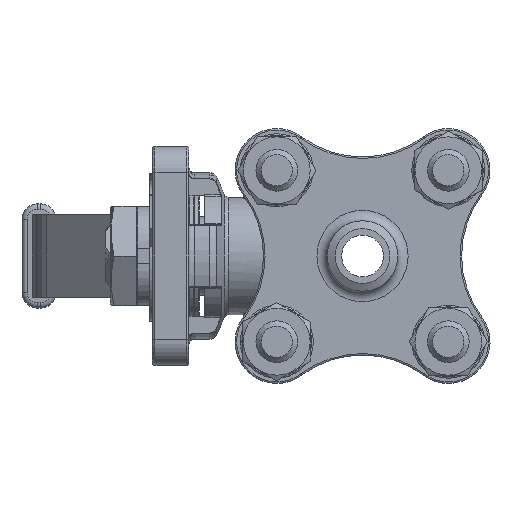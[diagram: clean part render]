
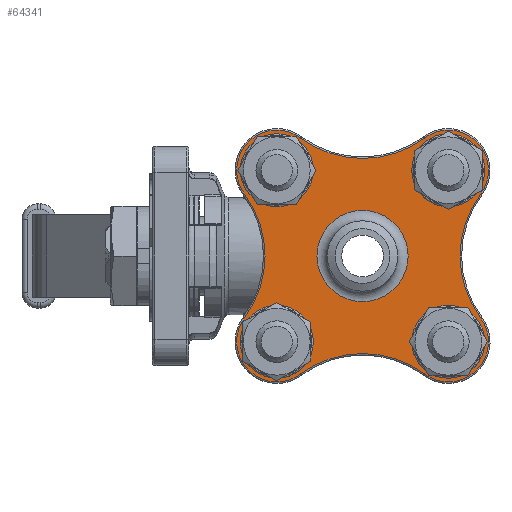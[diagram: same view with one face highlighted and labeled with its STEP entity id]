
A CAD part, left-side view. The second image highlights one B-rep face of the part: STEP entity #64341.
In plain terms, the highlighted planar face has unit normal (-1, 0, 0).
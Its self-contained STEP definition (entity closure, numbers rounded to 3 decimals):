
#3039 = CARTESIAN_POINT ( 'NONE',  ( -19.5, -16.44, 16.44 ) ) ;
#3040 = DIRECTION ( 'NONE',  ( -1., 0., 0. ) ) ;
#3041 = DIRECTION ( 'NONE',  ( 0., 0., 1. ) ) ;
#3168 = DIRECTION ( 'NONE',  ( -1., 0., 0. ) ) ;
#3169 = DIRECTION ( 'NONE',  ( 0., 1., 0. ) ) ;
#3170 = CARTESIAN_POINT ( 'NONE',  ( -19.5, 16.44, 16.44 ) ) ;
#3171 = DIRECTION ( 'NONE',  ( -1., 0., 0. ) ) ;
#3172 = DIRECTION ( 'NONE',  ( 0., -1., 0. ) ) ;
#3507 = CARTESIAN_POINT ( 'NONE',  ( -19.5, -16.44, 16.44 ) ) ;
#3508 = DIRECTION ( 'NONE',  ( -1., 0., 0. ) ) ;
#3509 = DIRECTION ( 'NONE',  ( 0., 0., -1. ) ) ;
#6682 = VERTEX_POINT ( 'NONE', #24367 ) ;
#6707 = VERTEX_POINT ( 'NONE', #29681 ) ;
#6712 = VERTEX_POINT ( 'NONE', #29508 ) ;
#6795 = VERTEX_POINT ( 'NONE', #30924 ) ;
#6799 = VERTEX_POINT ( 'NONE', #30838 ) ;
#6817 = VERTEX_POINT ( 'NONE', #25528 ) ;
#6820 = VERTEX_POINT ( 'NONE', #54796 ) ;
#6848 = VERTEX_POINT ( 'NONE', #20183 ) ;
#8666 = CARTESIAN_POINT ( 'NONE',  ( -19.5, 16.44, -16.44 ) ) ;
#8667 = DIRECTION ( 'NONE',  ( -1., 0., 0. ) ) ;
#8668 = DIRECTION ( 'NONE',  ( 0., 0., 1. ) ) ;
#8670 = CARTESIAN_POINT ( 'NONE',  ( -19.5, 38.561, 0. ) ) ;
#8671 = DIRECTION ( 'NONE',  ( 1., 0., 0. ) ) ;
#8672 = DIRECTION ( 'NONE',  ( 0., 0., 1. ) ) ;
#9091 = ORIENTED_EDGE ( 'NONE', *, *, #41715, .F. ) ;
#9287 = ORIENTED_EDGE ( 'NONE', *, *, #31200, .T. ) ;
#9301 = ORIENTED_EDGE ( 'NONE', *, *, #41641, .T. ) ;
#9558 = ORIENTED_EDGE ( 'NONE', *, *, #41642, .F. ) ;
#9671 = ORIENTED_EDGE ( 'NONE', *, *, #41643, .F. ) ;
#9718 = ORIENTED_EDGE ( 'NONE', *, *, #31199, .T. ) ;
#9841 = ORIENTED_EDGE ( 'NONE', *, *, #41714, .T. ) ;
#9967 = ORIENTED_EDGE ( 'NONE', *, *, #41617, .T. ) ;
#10067 = ORIENTED_EDGE ( 'NONE', *, *, #41716, .F. ) ;
#12873 = PLANE ( 'NONE',  #61035 ) ;
#12874 = CARTESIAN_POINT ( 'NONE',  ( -19.5, 0., 0. ) ) ;
#12875 = DIRECTION ( 'NONE',  ( -1., 0., 0. ) ) ;
#12876 = DIRECTION ( 'NONE',  ( 0., 0., -1. ) ) ;
#13146 = AXIS2_PLACEMENT_3D ( 'NONE', #17130, #17132, #17134 ) ;
#13297 = AXIS2_PLACEMENT_3D ( 'NONE', #17139, #17141, #17143 ) ;
#13433 = AXIS2_PLACEMENT_3D ( 'NONE', #17171, #17172, #17173 ) ;
#13879 = FACE_BOUND ( 'NONE', #50271, .T. ) ;
#13880 = FACE_BOUND ( 'NONE', #50278, .T. ) ;
#13881 = FACE_OUTER_BOUND ( 'NONE', #50281, .T. ) ;
#13882 = FACE_BOUND ( 'NONE', #50287, .T. ) ;
#13883 = FACE_BOUND ( 'NONE', #50289, .T. ) ;
#13884 = FACE_BOUND ( 'NONE', #50292, .T. ) ;
#14251 = CIRCLE ( 'NONE', #38251, 19.861 ) ;
#15169 = CIRCLE ( 'NONE', #38528, 7.7 ) ;
#15314 = CIRCLE ( 'NONE', #13433, 7.7 ) ;
#17130 = CARTESIAN_POINT ( 'NONE',  ( -19.5, 0., -38.561 ) ) ;
#17132 = DIRECTION ( 'NONE',  ( 1., 0., 0. ) ) ;
#17134 = DIRECTION ( 'NONE',  ( 0., 0., 1. ) ) ;
#17139 = CARTESIAN_POINT ( 'NONE',  ( -19.5, -38.561, 0. ) ) ;
#17141 = DIRECTION ( 'NONE',  ( 1., 0., 0. ) ) ;
#17143 = DIRECTION ( 'NONE',  ( 0., 0., 1. ) ) ;
#17171 = CARTESIAN_POINT ( 'NONE',  ( -19.5, -16.44, -16.44 ) ) ;
#17172 = DIRECTION ( 'NONE',  ( -1., 0., 0. ) ) ;
#17173 = DIRECTION ( 'NONE',  ( 0., 0., 1. ) ) ;
#20183 = CARTESIAN_POINT ( 'NONE',  ( -19.5, -11.847, -22.62 ) ) ;
#20233 = AXIS2_PLACEMENT_3D ( 'NONE', #3039, #3040, #3041 ) ;
#20646 = AXIS2_PLACEMENT_3D ( 'NONE', #3507, #3508, #3509 ) ;
#20656 = AXIS2_PLACEMENT_3D ( 'NONE', #36052, #36040, #36039 ) ;
#20672 = AXIS2_PLACEMENT_3D ( 'NONE', #36187, #36156, #36100 ) ;
#20693 = AXIS2_PLACEMENT_3D ( 'NONE', #36213, #36212, #36199 ) ;
#21886 = CIRCLE ( 'NONE', #20233, 7.7 ) ;
#22136 = CIRCLE ( 'NONE', #20693, 7.7 ) ;
#22144 = CIRCLE ( 'NONE', #20656, 7. ) ;
#22172 = CIRCLE ( 'NONE', #20672, 19.861 ) ;
#22709 = CIRCLE ( 'NONE', #13146, 19.861 ) ;
#22905 = CIRCLE ( 'NONE', #13297, 19.861 ) ;
#23293 = CIRCLE ( 'NONE', #20646, 7. ) ;
#24367 = CARTESIAN_POINT ( 'NONE',  ( -19.5, 11.847, 22.62 ) ) ;
#25528 = CARTESIAN_POINT ( 'NONE',  ( -19.5, -22.62, -11.847 ) ) ;
#28783 = CARTESIAN_POINT ( 'NONE',  ( -19.5, -16.44, -16.44 ) ) ;
#28895 = DIRECTION ( 'NONE',  ( 0., 0., 1. ) ) ;
#28916 = DIRECTION ( 'NONE',  ( 1., 0., 0. ) ) ;
#28918 = CARTESIAN_POINT ( 'NONE',  ( -19.5, 0., 0. ) ) ;
#29508 = CARTESIAN_POINT ( 'NONE',  ( -19.5, 11.847, -22.62 ) ) ;
#29681 = CARTESIAN_POINT ( 'NONE',  ( -19.5, -11.847, 22.62 ) ) ;
#29772 = CIRCLE ( 'NONE', #57940, 7. ) ;
#29779 = CIRCLE ( 'NONE', #57936, 7. ) ;
#29785 = CIRCLE ( 'NONE', #57930, 8.75 ) ;
#30357 = VERTEX_POINT ( 'NONE', #32603 ) ;
#30358 = VERTEX_POINT ( 'NONE', #32609 ) ;
#30359 = VERTEX_POINT ( 'NONE', #32617 ) ;
#30361 = VERTEX_POINT ( 'NONE', #32628 ) ;
#30362 = VERTEX_POINT ( 'NONE', #32634 ) ;
#30838 = CARTESIAN_POINT ( 'NONE',  ( -19.5, -22.62, 11.847 ) ) ;
#30924 = CARTESIAN_POINT ( 'NONE',  ( -19.5, 22.62, 11.847 ) ) ;
#31075 = EDGE_CURVE ( 'NONE', #6820, #6712, #15169, .T. ) ;
#31076 = EDGE_CURVE ( 'NONE', #6795, #6820, #14251, .T. ) ;
#31199 = EDGE_CURVE ( 'NONE', #6712, #6848, #22709, .T. ) ;
#31200 = EDGE_CURVE ( 'NONE', #6817, #6799, #22905, .T. ) ;
#31202 = EDGE_CURVE ( 'NONE', #6848, #6817, #15314, .T. ) ;
#32603 = CARTESIAN_POINT ( 'NONE',  ( -19.5, 0., 8.75 ) ) ;
#32609 = CARTESIAN_POINT ( 'NONE',  ( -19.5, -9.44, -16.44 ) ) ;
#32617 = CARTESIAN_POINT ( 'NONE',  ( -19.5, 9.44, 16.44 ) ) ;
#32628 = CARTESIAN_POINT ( 'NONE',  ( -19.5, 16.44, -9.44 ) ) ;
#32634 = CARTESIAN_POINT ( 'NONE',  ( -19.5, -16.44, 9.44 ) ) ;
#36039 = DIRECTION ( 'NONE',  ( 0., 0., 1. ) ) ;
#36040 = DIRECTION ( 'NONE',  ( -1., 0., 0. ) ) ;
#36052 = CARTESIAN_POINT ( 'NONE',  ( -19.5, 16.44, -16.44 ) ) ;
#36100 = DIRECTION ( 'NONE',  ( 0., 0., 1. ) ) ;
#36156 = DIRECTION ( 'NONE',  ( 1., 0., 0. ) ) ;
#36187 = CARTESIAN_POINT ( 'NONE',  ( -19.5, 0., 38.561 ) ) ;
#36199 = DIRECTION ( 'NONE',  ( 0., 0., 1. ) ) ;
#36212 = DIRECTION ( 'NONE',  ( -1., 0., 0. ) ) ;
#36213 = CARTESIAN_POINT ( 'NONE',  ( -19.5, 16.44, 16.44 ) ) ;
#36466 = ORIENTED_EDGE ( 'NONE', *, *, #31076, .T. ) ;
#36509 = ORIENTED_EDGE ( 'NONE', *, *, #31202, .T. ) ;
#36625 = ORIENTED_EDGE ( 'NONE', *, *, #41713, .T. ) ;
#36705 = ORIENTED_EDGE ( 'NONE', *, *, #31075, .T. ) ;
#38251 = AXIS2_PLACEMENT_3D ( 'NONE', #8670, #8671, #8672 ) ;
#38528 = AXIS2_PLACEMENT_3D ( 'NONE', #8666, #8667, #8668 ) ;
#41617 = EDGE_CURVE ( 'NONE', #6799, #6707, #21886, .T. ) ;
#41641 = EDGE_CURVE ( 'NONE', #30357, #30357, #29785, .T. ) ;
#41642 = EDGE_CURVE ( 'NONE', #30358, #30358, #29779, .T. ) ;
#41643 = EDGE_CURVE ( 'NONE', #30359, #30359, #29772, .T. ) ;
#41713 = EDGE_CURVE ( 'NONE', #6682, #6795, #22136, .T. ) ;
#41714 = EDGE_CURVE ( 'NONE', #6707, #6682, #22172, .T. ) ;
#41715 = EDGE_CURVE ( 'NONE', #30361, #30361, #22144, .T. ) ;
#41716 = EDGE_CURVE ( 'NONE', #30362, #30362, #23293, .T. ) ;
#50271 = EDGE_LOOP ( 'NONE', ( #10067 ) ) ;
#50278 = EDGE_LOOP ( 'NONE', ( #9091 ) ) ;
#50281 = EDGE_LOOP ( 'NONE', ( #9841, #36625, #36466, #36705, #9718, #36509, #9287, #9967 ) ) ;
#50287 = EDGE_LOOP ( 'NONE', ( #9301 ) ) ;
#50289 = EDGE_LOOP ( 'NONE', ( #9558 ) ) ;
#50292 = EDGE_LOOP ( 'NONE', ( #9671 ) ) ;
#54796 = CARTESIAN_POINT ( 'NONE',  ( -19.5, 22.62, -11.847 ) ) ;
#57930 = AXIS2_PLACEMENT_3D ( 'NONE', #28918, #28916, #28895 ) ;
#57936 = AXIS2_PLACEMENT_3D ( 'NONE', #28783, #3168, #3169 ) ;
#57940 = AXIS2_PLACEMENT_3D ( 'NONE', #3170, #3171, #3172 ) ;
#61035 = AXIS2_PLACEMENT_3D ( 'NONE', #12874, #12875, #12876 ) ;
#64341 = ADVANCED_FACE ( 'NONE', ( #13879, #13880, #13881, #13882, #13883, #13884 ), #12873, .T. ) ;
